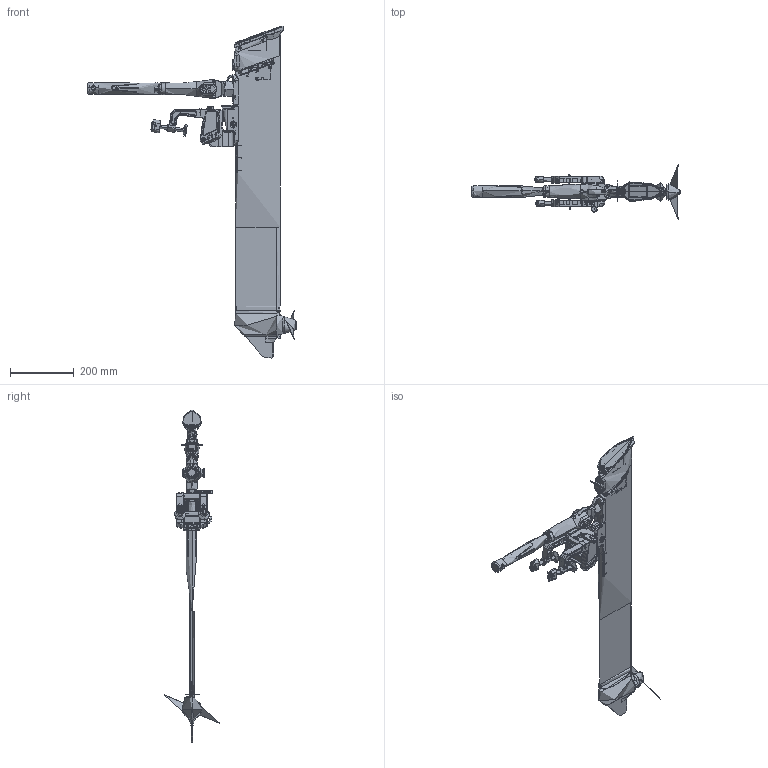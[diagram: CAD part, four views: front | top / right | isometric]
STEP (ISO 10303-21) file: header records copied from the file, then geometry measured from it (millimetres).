
FILE_DESCRIPTION (( 'STEP AP203' ), '1' );
FILE_NAME ('eLite电动船外机（L）.STEP', '2025-05-15T07:16:02', ( '逸动' ), ( '逸动' ), 'SwSTEP 2.0', 'SolidWorks 2021', '' );
FILE_SCHEMA (( 'CONFIG_CONTROL_DESIGN' ));
Products named in the file (1): eLite萇雄摒俋儂ㄗLㄘ
Bounding box: 654.7 x 173.46 x 1038.42 mm (x, y, z)
Topology: 0 solids, 673 shells, 3583 faces, 16655 edges, 13379 vertices
Faces by surface type: bspline 1226, plane 1094, cylinder 825, cone 349, torus 87, sphere 2
Full cylindrical faces by diameter (mm): 1.8 x2, 2.3 x2, 2.827 x1, 4 x1, 5.284 x1, 18 x1, 19 x2
Entity records: 385917 total; most frequent: CARTESIAN_POINT 275137, ORIENTED_EDGE 22330, EDGE_CURVE 16939, DIRECTION 15786, VERTEX_POINT 13617, B_SPLINE_CURVE_WITH_KNOTS 7943, LINE 5576, VECTOR 5576
